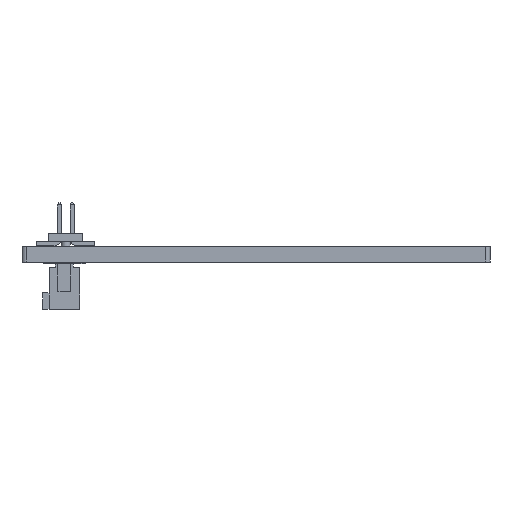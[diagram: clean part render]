
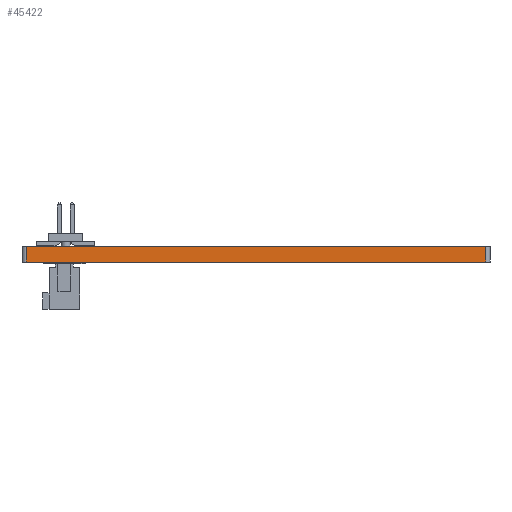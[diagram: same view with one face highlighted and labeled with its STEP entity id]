
A CAD part, front view. The second image highlights one B-rep face of the part: STEP entity #45422.
In plain terms, the highlighted planar face has unit normal (0, -1, 0).
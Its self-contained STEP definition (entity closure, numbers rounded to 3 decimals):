
#42913 = PLANE('',#42914);
#42914 = AXIS2_PLACEMENT_3D('',#42915,#42916,#42917);
#42915 = CARTESIAN_POINT('',(152.138,-101.8,1.6));
#42916 = DIRECTION('',(-0.,-0.,-1.));
#42917 = DIRECTION('',(-1.,0.,0.));
#42967 = PLANE('',#42968);
#42968 = AXIS2_PLACEMENT_3D('',#42969,#42970,#42971);
#42969 = CARTESIAN_POINT('',(152.138,-101.8,0.));
#42970 = DIRECTION('',(-0.,-0.,-1.));
#42971 = DIRECTION('',(-1.,0.,0.));
#43180 = VERTEX_POINT('',#43181);
#43181 = CARTESIAN_POINT('',(175.7,-125.1,0.));
#43200 = CYLINDRICAL_SURFACE('',#43201,0.4);
#43201 = AXIS2_PLACEMENT_3D('',#43202,#43203,#43204);
#43202 = CARTESIAN_POINT('',(175.7,-124.7,0.));
#43203 = DIRECTION('',(-0.,-0.,-1.));
#43204 = DIRECTION('',(1.,0.,-0.));
#43212 = EDGE_CURVE('',#43180,#43213,#43215,.T.);
#43213 = VERTEX_POINT('',#43214);
#43214 = CARTESIAN_POINT('',(129.7,-125.1,0.));
#43215 = SURFACE_CURVE('',#43216,(#43220,#43227),.PCURVE_S1.);
#43216 = LINE('',#43217,#43218);
#43217 = CARTESIAN_POINT('',(175.7,-125.1,0.));
#43218 = VECTOR('',#43219,1.);
#43219 = DIRECTION('',(-1.,0.,0.));
#43220 = PCURVE('',#42967,#43221);
#43221 = DEFINITIONAL_REPRESENTATION('',(#43222),#43226);
#43222 = LINE('',#43223,#43224);
#43223 = CARTESIAN_POINT('',(-23.562,-23.3));
#43224 = VECTOR('',#43225,1.);
#43225 = DIRECTION('',(1.,0.));
#43226 = ( GEOMETRIC_REPRESENTATION_CONTEXT(2) 
PARAMETRIC_REPRESENTATION_CONTEXT() REPRESENTATION_CONTEXT('2D SPACE',''
  ) );
#43227 = PCURVE('',#43228,#43233);
#43228 = PLANE('',#43229);
#43229 = AXIS2_PLACEMENT_3D('',#43230,#43231,#43232);
#43230 = CARTESIAN_POINT('',(175.7,-125.1,0.));
#43231 = DIRECTION('',(0.,-1.,0.));
#43232 = DIRECTION('',(-1.,0.,0.));
#43233 = DEFINITIONAL_REPRESENTATION('',(#43234),#43238);
#43234 = LINE('',#43235,#43236);
#43235 = CARTESIAN_POINT('',(0.,0.));
#43236 = VECTOR('',#43237,1.);
#43237 = DIRECTION('',(1.,0.));
#43238 = ( GEOMETRIC_REPRESENTATION_CONTEXT(2) 
PARAMETRIC_REPRESENTATION_CONTEXT() REPRESENTATION_CONTEXT('2D SPACE',''
  ) );
#43261 = CYLINDRICAL_SURFACE('',#43262,0.4);
#43262 = AXIS2_PLACEMENT_3D('',#43263,#43264,#43265);
#43263 = CARTESIAN_POINT('',(129.7,-124.7,0.));
#43264 = DIRECTION('',(-0.,-0.,-1.));
#43265 = DIRECTION('',(1.,0.,-0.));
#44336 = VERTEX_POINT('',#44337);
#44337 = CARTESIAN_POINT('',(175.7,-125.1,1.6));
#44363 = EDGE_CURVE('',#44336,#44364,#44366,.T.);
#44364 = VERTEX_POINT('',#44365);
#44365 = CARTESIAN_POINT('',(129.7,-125.1,1.6));
#44366 = SURFACE_CURVE('',#44367,(#44371,#44378),.PCURVE_S1.);
#44367 = LINE('',#44368,#44369);
#44368 = CARTESIAN_POINT('',(175.7,-125.1,1.6));
#44369 = VECTOR('',#44370,1.);
#44370 = DIRECTION('',(-1.,0.,0.));
#44371 = PCURVE('',#42913,#44372);
#44372 = DEFINITIONAL_REPRESENTATION('',(#44373),#44377);
#44373 = LINE('',#44374,#44375);
#44374 = CARTESIAN_POINT('',(-23.562,-23.3));
#44375 = VECTOR('',#44376,1.);
#44376 = DIRECTION('',(1.,0.));
#44377 = ( GEOMETRIC_REPRESENTATION_CONTEXT(2) 
PARAMETRIC_REPRESENTATION_CONTEXT() REPRESENTATION_CONTEXT('2D SPACE',''
  ) );
#44378 = PCURVE('',#43228,#44379);
#44379 = DEFINITIONAL_REPRESENTATION('',(#44380),#44384);
#44380 = LINE('',#44381,#44382);
#44381 = CARTESIAN_POINT('',(0.,-1.6));
#44382 = VECTOR('',#44383,1.);
#44383 = DIRECTION('',(1.,0.));
#44384 = ( GEOMETRIC_REPRESENTATION_CONTEXT(2) 
PARAMETRIC_REPRESENTATION_CONTEXT() REPRESENTATION_CONTEXT('2D SPACE',''
  ) );
#45372 = EDGE_CURVE('',#43180,#44336,#45373,.T.);
#45373 = SURFACE_CURVE('',#45374,(#45378,#45385),.PCURVE_S1.);
#45374 = LINE('',#45375,#45376);
#45375 = CARTESIAN_POINT('',(175.7,-125.1,0.));
#45376 = VECTOR('',#45377,1.);
#45377 = DIRECTION('',(0.,0.,1.));
#45378 = PCURVE('',#43200,#45379);
#45379 = DEFINITIONAL_REPRESENTATION('',(#45380),#45384);
#45380 = LINE('',#45381,#45382);
#45381 = CARTESIAN_POINT('',(-4.712,0.));
#45382 = VECTOR('',#45383,1.);
#45383 = DIRECTION('',(-0.,-1.));
#45384 = ( GEOMETRIC_REPRESENTATION_CONTEXT(2) 
PARAMETRIC_REPRESENTATION_CONTEXT() REPRESENTATION_CONTEXT('2D SPACE',''
  ) );
#45385 = PCURVE('',#43228,#45386);
#45386 = DEFINITIONAL_REPRESENTATION('',(#45387),#45391);
#45387 = LINE('',#45388,#45389);
#45388 = CARTESIAN_POINT('',(0.,0.));
#45389 = VECTOR('',#45390,1.);
#45390 = DIRECTION('',(0.,-1.));
#45391 = ( GEOMETRIC_REPRESENTATION_CONTEXT(2) 
PARAMETRIC_REPRESENTATION_CONTEXT() REPRESENTATION_CONTEXT('2D SPACE',''
  ) );
#45422 = ADVANCED_FACE('',(#45423),#43228,.T.);
#45423 = FACE_BOUND('',#45424,.T.);
#45424 = EDGE_LOOP('',(#45425,#45426,#45427,#45448));
#45425 = ORIENTED_EDGE('',*,*,#45372,.T.);
#45426 = ORIENTED_EDGE('',*,*,#44363,.T.);
#45427 = ORIENTED_EDGE('',*,*,#45428,.F.);
#45428 = EDGE_CURVE('',#43213,#44364,#45429,.T.);
#45429 = SURFACE_CURVE('',#45430,(#45434,#45441),.PCURVE_S1.);
#45430 = LINE('',#45431,#45432);
#45431 = CARTESIAN_POINT('',(129.7,-125.1,0.));
#45432 = VECTOR('',#45433,1.);
#45433 = DIRECTION('',(0.,0.,1.));
#45434 = PCURVE('',#43228,#45435);
#45435 = DEFINITIONAL_REPRESENTATION('',(#45436),#45440);
#45436 = LINE('',#45437,#45438);
#45437 = CARTESIAN_POINT('',(46.,0.));
#45438 = VECTOR('',#45439,1.);
#45439 = DIRECTION('',(0.,-1.));
#45440 = ( GEOMETRIC_REPRESENTATION_CONTEXT(2) 
PARAMETRIC_REPRESENTATION_CONTEXT() REPRESENTATION_CONTEXT('2D SPACE',''
  ) );
#45441 = PCURVE('',#43261,#45442);
#45442 = DEFINITIONAL_REPRESENTATION('',(#45443),#45447);
#45443 = LINE('',#45444,#45445);
#45444 = CARTESIAN_POINT('',(-4.712,0.));
#45445 = VECTOR('',#45446,1.);
#45446 = DIRECTION('',(-0.,-1.));
#45447 = ( GEOMETRIC_REPRESENTATION_CONTEXT(2) 
PARAMETRIC_REPRESENTATION_CONTEXT() REPRESENTATION_CONTEXT('2D SPACE',''
  ) );
#45448 = ORIENTED_EDGE('',*,*,#43212,.F.);
